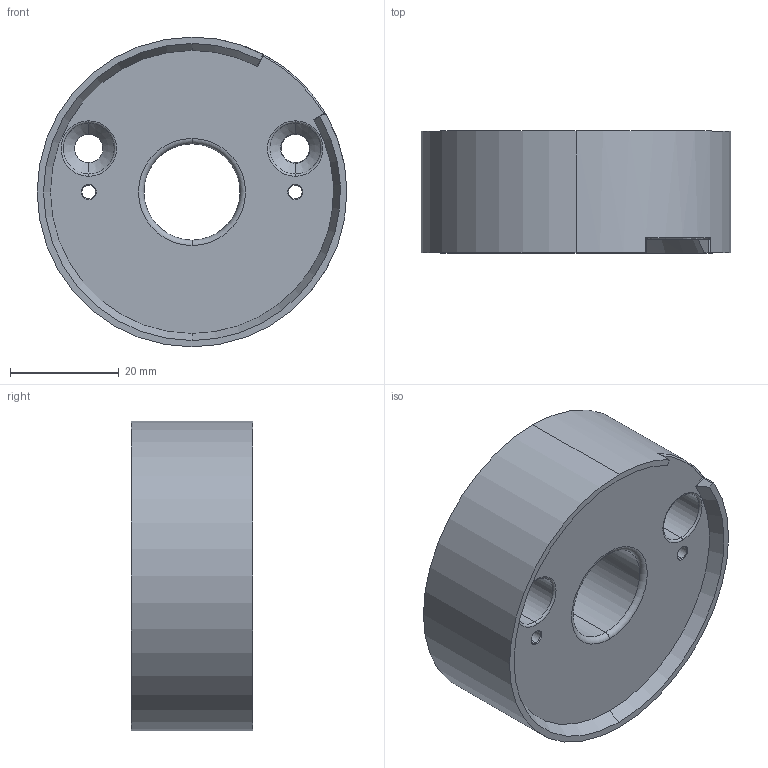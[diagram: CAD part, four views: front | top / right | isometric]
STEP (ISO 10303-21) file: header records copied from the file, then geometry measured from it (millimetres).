
FILE_DESCRIPTION (( 'STEP AP214' ), '1' );
FILE_NAME ('Blende_zur_Türe^Nuki-Adapter+Blende.STEP', '2026-02-01T19:22:25', ( '' ), ( '' ), 'SwSTEP 2.0', 'SolidWorks 2024', '' );
FILE_SCHEMA (( 'AUTOMOTIVE_DESIGN' ));
Length unit declared in the file: millimetre
Products named in the file (1): Blende_zur_Türe^Nuki-Adapter+Blende
Bounding box: 57 x 22.4 x 57 mm (x, y, z)
Volume: 42265 mm3; surface area: 11395.9 mm2
Topology: 1 solids, 1 shells, 56 faces, 138 edges, 82 vertices
Faces by surface type: cylinder 24, torus 11, cone 11, plane 8, bspline 2
Entity records: 1780 total; most frequent: CARTESIAN_POINT 379, DIRECTION 321, ORIENTED_EDGE 272, EDGE_CURVE 136, AXIS2_PLACEMENT_3D 136, VERTEX_POINT 82, CIRCLE 81, EDGE_LOOP 66
